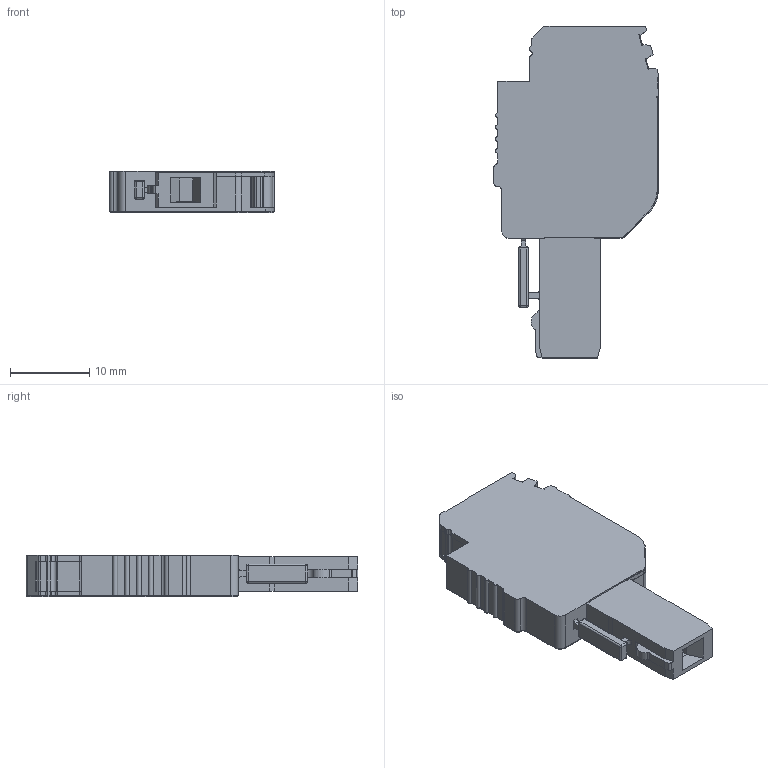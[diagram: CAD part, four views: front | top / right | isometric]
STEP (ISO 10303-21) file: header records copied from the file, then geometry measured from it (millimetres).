
FILE_DESCRIPTION (( 'STEP AP214' ), '1' );
FILE_NAME ('310389T_SG_PT 2.5CS_1_Grey.STEP', '2017-09-28T08:23:15', ( '' ), ( '' ), 'SwSTEP 2.0', 'SolidWorks 2017', '' );
FILE_SCHEMA (( 'AUTOMOTIVE_DESIGN' ));
Length unit declared in the file: millimetre
Products named in the file (1): 310389T_SG_PT 2.5CS_1_Grey
Bounding box: 20.78 x 41.9 x 5.2 mm (x, y, z)
Volume: 2889.6 mm3; surface area: 2069.3 mm2
Topology: 1 solids, 2 shells, 300 faces, 843 edges, 545 vertices
Faces by surface type: plane 194, cylinder 98, bspline 8
Entity records: 9984 total; most frequent: CARTESIAN_POINT 1810, ORIENTED_EDGE 1670, DIRECTION 1616, EDGE_CURVE 835, VECTOR 634, LINE 634, VERTEX_POINT 545, AXIS2_PLACEMENT_3D 491
